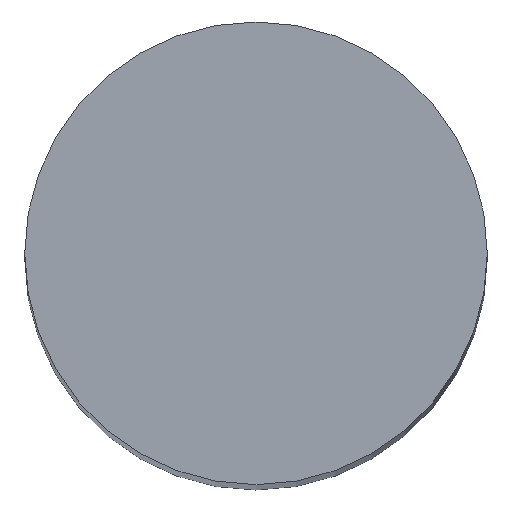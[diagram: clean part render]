
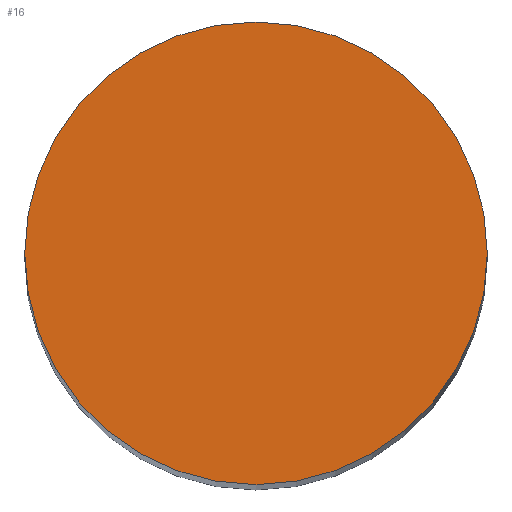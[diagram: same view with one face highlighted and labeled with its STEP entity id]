
A CAD part, top view. The second image highlights one B-rep face of the part: STEP entity #16.
In plain terms, the highlighted planar face has unit normal (0, 0, 1).
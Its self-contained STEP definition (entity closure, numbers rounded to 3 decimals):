
#5 = DIRECTION ( 'NONE',  ( 0., 0., 1. ) ) ;
#11 = VERTEX_POINT ( 'NONE', #91 ) ;
#16 = ADVANCED_FACE ( 'NONE', ( #51 ), #129, .T. ) ;
#28 = AXIS2_PLACEMENT_3D ( 'NONE', #85, #35, #122 ) ;
#35 = DIRECTION ( 'NONE',  ( 0., 0., 1. ) ) ;
#38 = CARTESIAN_POINT ( 'NONE',  ( 0., 0., 1200. ) ) ;
#51 = FACE_OUTER_BOUND ( 'NONE', #55, .T. ) ;
#55 = EDGE_LOOP ( 'NONE', ( #69, #126 ) ) ;
#56 = VERTEX_POINT ( 'NONE', #98 ) ;
#69 = ORIENTED_EDGE ( 'NONE', *, *, #70, .T. ) ;
#70 = EDGE_CURVE ( 'NONE', #11, #56, #77, .T. ) ;
#77 = CIRCLE ( 'NONE', #89, 90. ) ;
#85 = CARTESIAN_POINT ( 'NONE',  ( 0., 0., 1200. ) ) ;
#86 = AXIS2_PLACEMENT_3D ( 'NONE', #38, #5, #101 ) ;
#89 = AXIS2_PLACEMENT_3D ( 'NONE', #103, #131, #116 ) ;
#90 = EDGE_CURVE ( 'NONE', #56, #11, #96, .T. ) ;
#91 = CARTESIAN_POINT ( 'NONE',  ( -90., 0., 1200. ) ) ;
#96 = CIRCLE ( 'NONE', #28, 90. ) ;
#98 = CARTESIAN_POINT ( 'NONE',  ( 90., 0., 1200. ) ) ;
#101 = DIRECTION ( 'NONE',  ( 1., 0., 0. ) ) ;
#103 = CARTESIAN_POINT ( 'NONE',  ( 0., 0., 1200. ) ) ;
#116 = DIRECTION ( 'NONE',  ( 1., 0., 0. ) ) ;
#122 = DIRECTION ( 'NONE',  ( 1., 0., 0. ) ) ;
#126 = ORIENTED_EDGE ( 'NONE', *, *, #90, .T. ) ;
#129 = PLANE ( 'NONE',  #86 ) ;
#131 = DIRECTION ( 'NONE',  ( 0., 0., 1. ) ) ;
